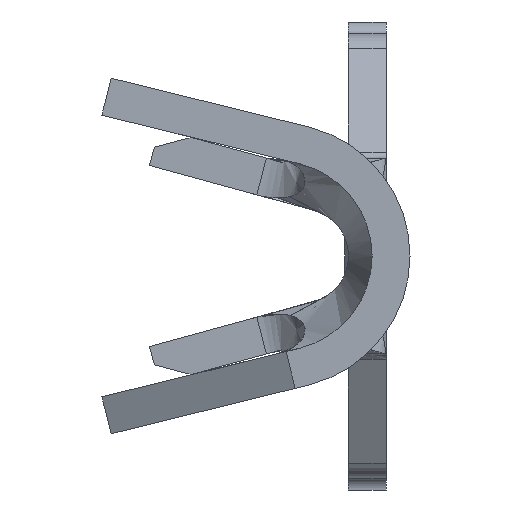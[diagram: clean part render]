
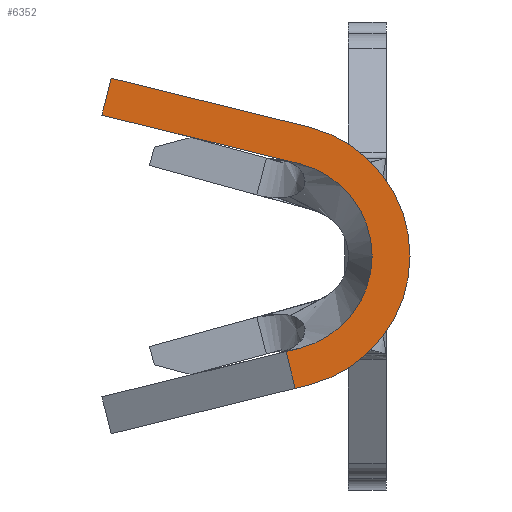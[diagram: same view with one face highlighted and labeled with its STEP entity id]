
A CAD part, left-side view. The second image highlights one B-rep face of the part: STEP entity #6352.
In plain terms, the highlighted planar face has unit normal (-1, 0, 0).
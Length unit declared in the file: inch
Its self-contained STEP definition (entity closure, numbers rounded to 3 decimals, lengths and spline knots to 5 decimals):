
#77 = CARTESIAN_POINT ( 'NONE',  ( -0.57, 0.06516, 0.10874 ) ) ;
#79 = LINE ( 'NONE', #893, #3113 ) ;
#283 = ORIENTED_EDGE ( 'NONE', *, *, #2585, .T. ) ;
#355 = EDGE_CURVE ( 'NONE', #2047, #3872, #7329, .T. ) ;
#395 = ORIENTED_EDGE ( 'NONE', *, *, #5007, .T. ) ;
#590 = ORIENTED_EDGE ( 'NONE', *, *, #355, .T. ) ;
#624 = VERTEX_POINT ( 'NONE', #3661 ) ;
#694 = ORIENTED_EDGE ( 'NONE', *, *, #1772, .T. ) ;
#830 = DIRECTION ( 'NONE',  ( 0., 0.24, -0.971 ) ) ;
#893 = CARTESIAN_POINT ( 'NONE',  ( -0.57, 0.06516, 0.10874 ) ) ;
#914 = CARTESIAN_POINT ( 'NONE',  ( -0.57, 0.12988, 0.10259 ) ) ;
#998 = CARTESIAN_POINT ( 'NONE',  ( -0.57, 0.092, 0. ) ) ;
#1254 = VECTOR ( 'NONE', #4983, 39.37008 ) ;
#1265 = CIRCLE ( 'NONE', #3965, 0.08 ) ;
#1391 = EDGE_CURVE ( 'NONE', #3418, #624, #1265, .T. ) ;
#1411 = EDGE_LOOP ( 'NONE', ( #590, #283, #5905, #3812, #395, #6532, #4532, #694 ) ) ;
#1428 = DIRECTION ( 'NONE',  ( 0., -0.971, 0.24 ) ) ;
#1468 = CARTESIAN_POINT ( 'NONE',  ( -0.57, 0.092, 0. ) ) ;
#1485 = VERTEX_POINT ( 'NONE', #77 ) ;
#1574 = DIRECTION ( 'NONE',  ( 0., 0., 1. ) ) ;
#1739 = CARTESIAN_POINT ( 'NONE',  ( -0.57, 0.092, 0. ) ) ;
#1765 = DIRECTION ( 'NONE',  ( 0., 0., 1. ) ) ;
#1769 = AXIS2_PLACEMENT_3D ( 'NONE', #998, #5011, #1574 ) ;
#1772 = EDGE_CURVE ( 'NONE', #624, #2047, #4118, .T. ) ;
#1825 = VERTEX_POINT ( 'NONE', #3349 ) ;
#1923 = LINE ( 'NONE', #6564, #3638 ) ;
#1943 = CARTESIAN_POINT ( 'NONE',  ( -0.57, 0.24, 0.11893 ) ) ;
#2039 = DIRECTION ( 'NONE',  ( 0., 0., 1. ) ) ;
#2047 = VERTEX_POINT ( 'NONE', #5258 ) ;
#2050 = DIRECTION ( 'NONE',  ( 0., -0.24, -0.971 ) ) ;
#2206 = CARTESIAN_POINT ( 'NONE',  ( -0.57, 0.07283, 0.07767 ) ) ;
#2300 = FACE_OUTER_BOUND ( 'NONE', #1411, .T. ) ;
#2346 = DIRECTION ( 'NONE',  ( 0., -0.971, -0.24 ) ) ;
#2585 = EDGE_CURVE ( 'NONE', #3872, #3574, #1923, .T. ) ;
#2671 = AXIS2_PLACEMENT_3D ( 'NONE', #1739, #5201, #1765 ) ;
#2788 = VECTOR ( 'NONE', #2050, 39.37008 ) ;
#2942 = CARTESIAN_POINT ( 'NONE',  ( -0.57, 0.07699, -0.11166 ) ) ;
#3113 = VECTOR ( 'NONE', #3741, 39.37008 ) ;
#3349 = CARTESIAN_POINT ( 'NONE',  ( -0.57, 0.24, 0.11893 ) ) ;
#3418 = VERTEX_POINT ( 'NONE', #2206 ) ;
#3574 = VERTEX_POINT ( 'NONE', #4104 ) ;
#3638 = VECTOR ( 'NONE', #1428, 39.37008 ) ;
#3661 = CARTESIAN_POINT ( 'NONE',  ( -0.57, 0.07283, -0.07767 ) ) ;
#3741 = DIRECTION ( 'NONE',  ( 0., 0.971, 0.24 ) ) ;
#3812 = ORIENTED_EDGE ( 'NONE', *, *, #4160, .T. ) ;
#3872 = VERTEX_POINT ( 'NONE', #2942 ) ;
#3965 = AXIS2_PLACEMENT_3D ( 'NONE', #1468, #5465, #2039 ) ;
#4057 = CARTESIAN_POINT ( 'NONE',  ( -0.57, 0.07283, 0.07767 ) ) ;
#4104 = CARTESIAN_POINT ( 'NONE',  ( -0.57, 0.06516, -0.10874 ) ) ;
#4118 = LINE ( 'NONE', #4424, #1254 ) ;
#4160 = EDGE_CURVE ( 'NONE', #1485, #5113, #79, .T. ) ;
#4230 = CARTESIAN_POINT ( 'NONE',  ( -0.57, 0.23233, 0.15 ) ) ;
#4424 = CARTESIAN_POINT ( 'NONE',  ( -0.57, 0.07283, -0.07767 ) ) ;
#4532 = ORIENTED_EDGE ( 'NONE', *, *, #1391, .T. ) ;
#4634 = PLANE ( 'NONE',  #2671 ) ;
#4800 = VECTOR ( 'NONE', #830, 39.37008 ) ;
#4822 = LINE ( 'NONE', #4057, #6500 ) ;
#4983 = DIRECTION ( 'NONE',  ( 0., 0.971, -0.24 ) ) ;
#5007 = EDGE_CURVE ( 'NONE', #5113, #1825, #5161, .T. ) ;
#5011 = DIRECTION ( 'NONE',  ( -1., 0., 0. ) ) ;
#5113 = VERTEX_POINT ( 'NONE', #4230 ) ;
#5161 = LINE ( 'NONE', #1943, #4800 ) ;
#5201 = DIRECTION ( 'NONE',  ( -1., 0., 0. ) ) ;
#5247 = CIRCLE ( 'NONE', #1769, 0.112 ) ;
#5258 = CARTESIAN_POINT ( 'NONE',  ( -0.57, 0.08466, -0.08059 ) ) ;
#5465 = DIRECTION ( 'NONE',  ( 1., 0., 0. ) ) ;
#5515 = EDGE_CURVE ( 'NONE', #1825, #3418, #4822, .T. ) ;
#5905 = ORIENTED_EDGE ( 'NONE', *, *, #6605, .T. ) ;
#6352 = ADVANCED_FACE ( 'NONE', ( #2300 ), #4634, .T. ) ;
#6500 = VECTOR ( 'NONE', #2346, 39.37008 ) ;
#6532 = ORIENTED_EDGE ( 'NONE', *, *, #5515, .T. ) ;
#6564 = CARTESIAN_POINT ( 'NONE',  ( -0.57, 0.06516, -0.10874 ) ) ;
#6605 = EDGE_CURVE ( 'NONE', #3574, #1485, #5247, .T. ) ;
#7329 = LINE ( 'NONE', #914, #2788 ) ;
